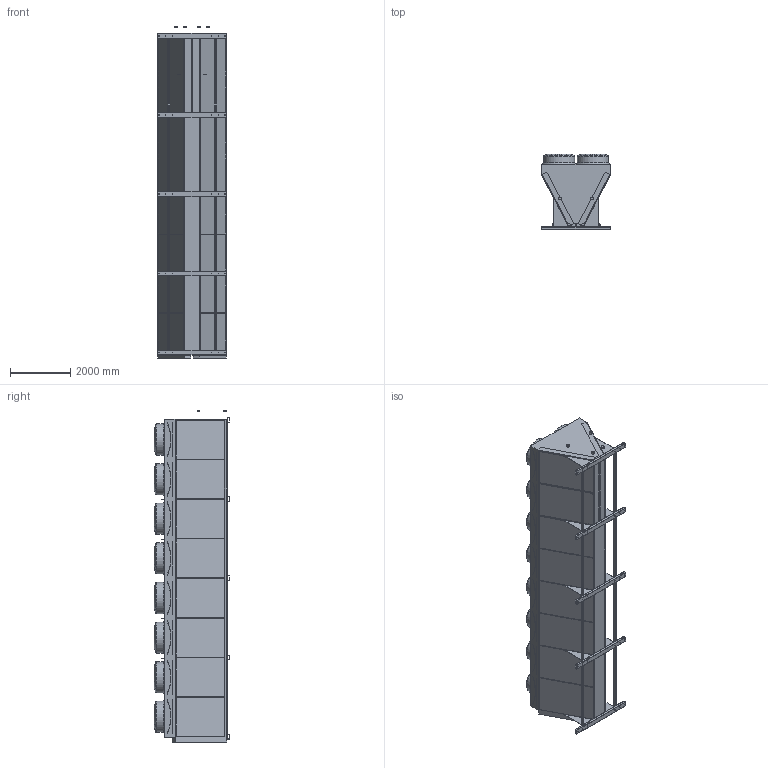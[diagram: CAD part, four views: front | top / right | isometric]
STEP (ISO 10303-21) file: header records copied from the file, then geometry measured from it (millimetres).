
FILE_DESCRIPTION (( 'STEP AP203' ), '1' );
FILE_NAME ('ANV8M_5R_2I2O.STEP', '2018-10-08T13:56:09', ( 'Alfa Laval' ), ( 'Alfa Laval' ), 'SwSTEP 2.0', 'SolidWorks 2016', '' );
FILE_SCHEMA (( 'CONFIG_CONTROL_DESIGN' ));
Length unit declared in the file: millimetre
Products named in the file (6): V-TYPE2_POSCOL CONDENSER_Cond_NH3_ANV2TC_5R2I2O; ANV8M_5R_2I2O; V-TYPE2_LIGHT_BODY_8MOD-SS; AV2_BOTTOM COVER PLATE_BOTTOM COVER PLATE 2MOD.; AVII_FINPACK_1MOD_4012_5R; AVII_Simplify Connection for CAD Drawing
Assembly tree (10 placements, depth 3):
  ANV8M_5R_2I2O
    V-TYPE2_LIGHT_BODY_8MOD-SS
    V-TYPE2_POSCOL CONDENSER_Cond_NH3_ANV2TC_5R2I2O
      AV2_BOTTOM COVER PLATE_BOTTOM COVER PLATE 2MOD.  x2
      AVII_FINPACK_1MOD_4012_5R  x2
      AVII_Simplify Connection for CAD Drawing  x4
Bounding box: 2280.43 x 2494.62 x 10982.51 mm (x, y, z)
Volume: 39418110740.1 mm3; surface area: 160841662.8 mm2
Topology: 15 solids, 15 shells, 2244 faces, 5577 edges, 3515 vertices
Faces by surface type: cylinder 1066, plane 762, torus 240, sphere 128, bspline 32, cone 16
Full cylindrical faces by diameter (mm): 1 x64, 7 x114, 8 x44, 20 x60, 40 x8, 85 x4, 100 x16, 1032 x16
Entity records: 58602 total; most frequent: DIRECTION 10744, CARTESIAN_POINT 10596, ORIENTED_EDGE 8728, AXIS2_PLACEMENT_3D 4456, EDGE_CURVE 4364, VERTEX_POINT 2964, EDGE_LOOP 2902, CIRCLE 2468
